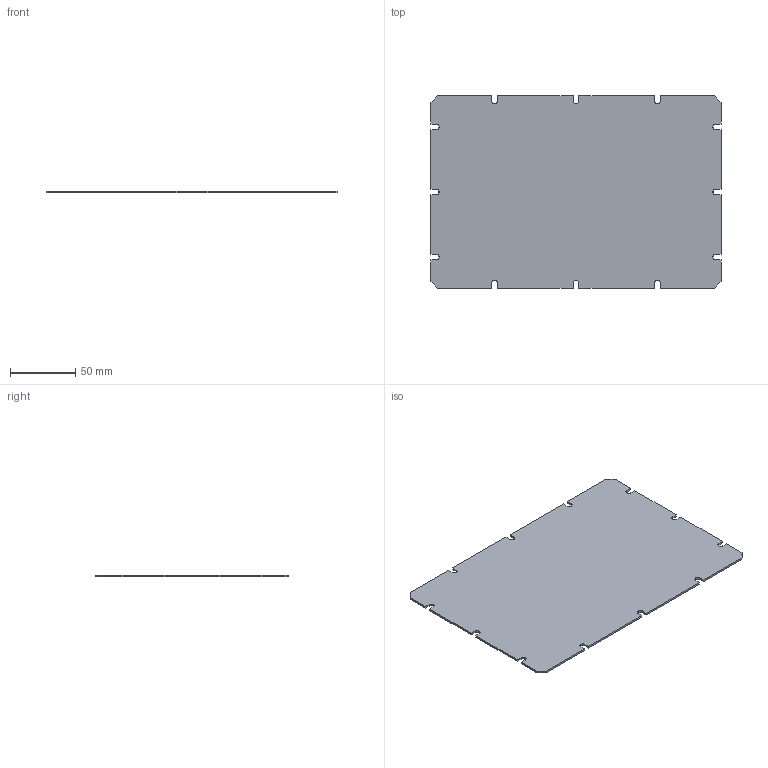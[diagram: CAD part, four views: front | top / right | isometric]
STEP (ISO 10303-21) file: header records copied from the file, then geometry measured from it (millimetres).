
FILE_DESCRIPTION(('CATIA V5 STEP Exchange','CAx-IF Rec.Pracs.--- Model Styling and Organization---1.5--- 2016-08-15','CAx-IF Rec.Pracs.---Supplemental Geometry---1.0---2011-11-01','CAx-IF Rec.Pracs.--- Composite Materials ---1.1---2010-07-15'),'2;1');
FILE_NAME ('034853-1_0', '2025-08-12T05:48:53+00:00', ('none'), ('Weidmueller'), 'CATIA Version 5-6 Release 2024 SP4', 'CATIA V5 STEP AP214 v3', 'none');
FILE_SCHEMA(('AUTOMOTIVE_DESIGN { 1 0 10303 214 1 1 1 1 }'));
Length unit declared in the file: millimetre
Products named in the file (1): 9535580000
Bounding box: 223 x 148 x 1.5 mm (x, y, z)
Volume: 48963.9 mm3; surface area: 66570.8 mm2
Topology: 1 solids, 1 shells, 58 faces, 180 edges, 124 vertices
Faces by surface type: plane 46, cylinder 12
Entity records: 1881 total; most frequent: ORIENTED_EDGE 360, CARTESIAN_POINT 339, DIRECTION 248, EDGE_CURVE 180, VECTOR 144, LINE 144, VERTEX_POINT 124, AXIS2_PLACEMENT_3D 71
